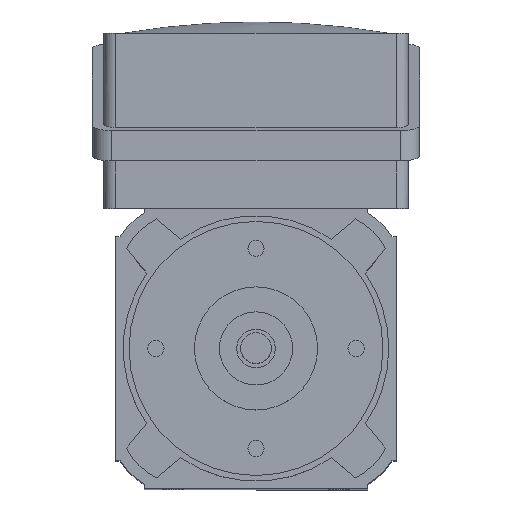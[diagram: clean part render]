
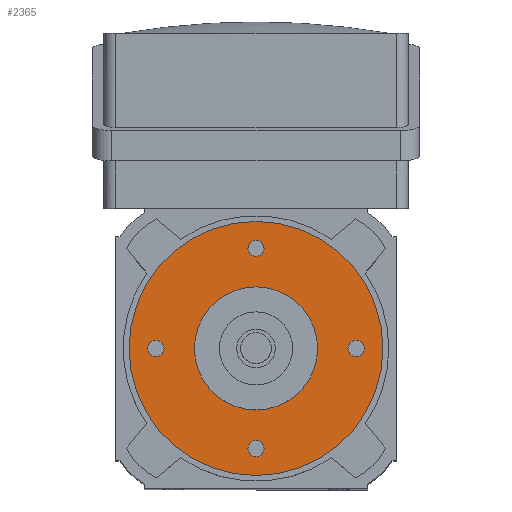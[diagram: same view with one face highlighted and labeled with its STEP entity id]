
A CAD part, top view. The second image highlights one B-rep face of the part: STEP entity #2365.
In plain terms, the highlighted planar face has unit normal (0, 0, 1).
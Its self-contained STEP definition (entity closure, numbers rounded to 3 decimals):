
#2 = AXIS2_PLACEMENT_3D ( 'NONE', #2800, #1108, #1157 ) ;
#4 = EDGE_CURVE ( 'NONE', #4972, #2718, #4627, .T. ) ;
#59 = VERTEX_POINT ( 'NONE', #4240 ) ;
#76 = CARTESIAN_POINT ( 'NONE',  ( -2.1, -26., 0. ) ) ;
#97 = AXIS2_PLACEMENT_3D ( 'NONE', #728, #682, #1969 ) ;
#125 = CIRCLE ( 'NONE', #5282, 2.1 ) ;
#185 = VERTEX_POINT ( 'NONE', #4414 ) ;
#219 = ORIENTED_EDGE ( 'NONE', *, *, #5496, .F. ) ;
#228 = FACE_BOUND ( 'NONE', #568, .T. ) ;
#279 = DIRECTION ( 'NONE',  ( 0., 0., 1. ) ) ;
#285 = DIRECTION ( 'NONE',  ( 0., 0., 1. ) ) ;
#321 = DIRECTION ( 'NONE',  ( 0., 0., 1. ) ) ;
#326 = DIRECTION ( 'NONE',  ( 0., 0., 1. ) ) ;
#367 = EDGE_CURVE ( 'NONE', #3591, #2600, #4905, .T. ) ;
#387 = AXIS2_PLACEMENT_3D ( 'NONE', #2847, #285, #2711 ) ;
#401 = CARTESIAN_POINT ( 'NONE',  ( 33., 0., 0. ) ) ;
#403 = AXIS2_PLACEMENT_3D ( 'NONE', #1634, #321, #1262 ) ;
#501 = CARTESIAN_POINT ( 'NONE',  ( -2.1, 26., 0. ) ) ;
#521 = VERTEX_POINT ( 'NONE', #401 ) ;
#568 = EDGE_LOOP ( 'NONE', ( #3981, #1881 ) ) ;
#666 = CIRCLE ( 'NONE', #403, 2.1 ) ;
#670 = CARTESIAN_POINT ( 'NONE',  ( 0., -26., 0. ) ) ;
#679 = DIRECTION ( 'NONE',  ( 0., 0., 1. ) ) ;
#682 = DIRECTION ( 'NONE',  ( 0., 0., 1. ) ) ;
#713 = CARTESIAN_POINT ( 'NONE',  ( 16., 0., 0. ) ) ;
#727 = ORIENTED_EDGE ( 'NONE', *, *, #3194, .F. ) ;
#728 = CARTESIAN_POINT ( 'NONE',  ( 0., 26., 0. ) ) ;
#784 = DIRECTION ( 'NONE',  ( 0., 0., 1. ) ) ;
#869 = ORIENTED_EDGE ( 'NONE', *, *, #3455, .T. ) ;
#911 = DIRECTION ( 'NONE',  ( 0., 0., 1. ) ) ;
#1033 = EDGE_LOOP ( 'NONE', ( #2241, #1666 ) ) ;
#1087 = FACE_BOUND ( 'NONE', #1033, .T. ) ;
#1092 = AXIS2_PLACEMENT_3D ( 'NONE', #4088, #279, #3630 ) ;
#1108 = DIRECTION ( 'NONE',  ( 0., 0., 1. ) ) ;
#1130 = VERTEX_POINT ( 'NONE', #5263 ) ;
#1144 = CARTESIAN_POINT ( 'NONE',  ( 0., 0., 0. ) ) ;
#1157 = DIRECTION ( 'NONE',  ( 1., 0., 0. ) ) ;
#1188 = CIRCLE ( 'NONE', #4112, 16. ) ;
#1262 = DIRECTION ( 'NONE',  ( 1., 0., 0. ) ) ;
#1517 = FACE_BOUND ( 'NONE', #2299, .T. ) ;
#1556 = AXIS2_PLACEMENT_3D ( 'NONE', #1144, #4533, #2440 ) ;
#1634 = CARTESIAN_POINT ( 'NONE',  ( -26., 0., 0. ) ) ;
#1656 = EDGE_CURVE ( 'NONE', #2600, #3591, #4379, .T. ) ;
#1666 = ORIENTED_EDGE ( 'NONE', *, *, #2926, .F. ) ;
#1815 = CARTESIAN_POINT ( 'NONE',  ( 0., 0., 0. ) ) ;
#1823 = CARTESIAN_POINT ( 'NONE',  ( -23.9, 0., 0. ) ) ;
#1841 = CIRCLE ( 'NONE', #3176, 33. ) ;
#1857 = EDGE_CURVE ( 'NONE', #2718, #4972, #1188, .T. ) ;
#1881 = ORIENTED_EDGE ( 'NONE', *, *, #1656, .F. ) ;
#1917 = CARTESIAN_POINT ( 'NONE',  ( 0., -26., 0. ) ) ;
#1969 = DIRECTION ( 'NONE',  ( 1., 0., 0. ) ) ;
#1981 = EDGE_CURVE ( 'NONE', #2268, #5040, #2977, .T. ) ;
#1984 = FACE_BOUND ( 'NONE', #3009, .T. ) ;
#2002 = CIRCLE ( 'NONE', #3522, 2.1 ) ;
#2058 = DIRECTION ( 'NONE',  ( 1., 0., 0. ) ) ;
#2241 = ORIENTED_EDGE ( 'NONE', *, *, #4372, .F. ) ;
#2268 = VERTEX_POINT ( 'NONE', #1823 ) ;
#2297 = ORIENTED_EDGE ( 'NONE', *, *, #1981, .F. ) ;
#2299 = EDGE_LOOP ( 'NONE', ( #3191, #219 ) ) ;
#2300 = EDGE_CURVE ( 'NONE', #3514, #2954, #125, .T. ) ;
#2320 = DIRECTION ( 'NONE',  ( 1., 0., 0. ) ) ;
#2365 = ADVANCED_FACE ( 'NONE', ( #228, #1984, #1517, #1087, #2811, #3275 ), #4962, .T. ) ;
#2381 = CARTESIAN_POINT ( 'NONE',  ( 0., 0., 0. ) ) ;
#2440 = DIRECTION ( 'NONE',  ( 1., 0., 0. ) ) ;
#2513 = CARTESIAN_POINT ( 'NONE',  ( 26., 0., 0. ) ) ;
#2599 = DIRECTION ( 'NONE',  ( 0., 0., 1. ) ) ;
#2600 = VERTEX_POINT ( 'NONE', #501 ) ;
#2628 = CARTESIAN_POINT ( 'NONE',  ( 26., 0., 0. ) ) ;
#2711 = DIRECTION ( 'NONE',  ( 1., 0., 0. ) ) ;
#2718 = VERTEX_POINT ( 'NONE', #713 ) ;
#2736 = DIRECTION ( 'NONE',  ( 1., 0., 0. ) ) ;
#2800 = CARTESIAN_POINT ( 'NONE',  ( 0., 0., 0. ) ) ;
#2811 = FACE_OUTER_BOUND ( 'NONE', #4023, .T. ) ;
#2847 = CARTESIAN_POINT ( 'NONE',  ( -26., 0., 0. ) ) ;
#2926 = EDGE_CURVE ( 'NONE', #59, #1130, #2002, .T. ) ;
#2954 = VERTEX_POINT ( 'NONE', #76 ) ;
#2977 = CIRCLE ( 'NONE', #387, 2.1 ) ;
#3009 = EDGE_LOOP ( 'NONE', ( #2297, #727 ) ) ;
#3125 = CARTESIAN_POINT ( 'NONE',  ( 2.1, 26., 0. ) ) ;
#3128 = DIRECTION ( 'NONE',  ( 1., 0., 0. ) ) ;
#3176 = AXIS2_PLACEMENT_3D ( 'NONE', #5270, #679, #2736 ) ;
#3191 = ORIENTED_EDGE ( 'NONE', *, *, #2300, .F. ) ;
#3194 = EDGE_CURVE ( 'NONE', #5040, #2268, #666, .T. ) ;
#3233 = DIRECTION ( 'NONE',  ( 0., 0., 1. ) ) ;
#3275 = FACE_BOUND ( 'NONE', #4523, .T. ) ;
#3455 = EDGE_CURVE ( 'NONE', #521, #185, #1841, .T. ) ;
#3514 = VERTEX_POINT ( 'NONE', #4171 ) ;
#3522 = AXIS2_PLACEMENT_3D ( 'NONE', #2628, #2599, #5199 ) ;
#3591 = VERTEX_POINT ( 'NONE', #3125 ) ;
#3613 = DIRECTION ( 'NONE',  ( 1., 0., 0. ) ) ;
#3630 = DIRECTION ( 'NONE',  ( 1., 0., 0. ) ) ;
#3683 = EDGE_CURVE ( 'NONE', #185, #521, #5114, .T. ) ;
#3691 = ORIENTED_EDGE ( 'NONE', *, *, #4, .F. ) ;
#3895 = CARTESIAN_POINT ( 'NONE',  ( -28.1, 0., 0. ) ) ;
#3981 = ORIENTED_EDGE ( 'NONE', *, *, #367, .F. ) ;
#4023 = EDGE_LOOP ( 'NONE', ( #869, #4358 ) ) ;
#4069 = DIRECTION ( 'NONE',  ( 1., 0., 0. ) ) ;
#4088 = CARTESIAN_POINT ( 'NONE',  ( 0., 26., 0. ) ) ;
#4112 = AXIS2_PLACEMENT_3D ( 'NONE', #1815, #911, #3128 ) ;
#4124 = CIRCLE ( 'NONE', #5382, 2.1 ) ;
#4171 = CARTESIAN_POINT ( 'NONE',  ( 2.1, -26., 0. ) ) ;
#4187 = CARTESIAN_POINT ( 'NONE',  ( -16., 0., 0. ) ) ;
#4190 = ORIENTED_EDGE ( 'NONE', *, *, #1857, .F. ) ;
#4240 = CARTESIAN_POINT ( 'NONE',  ( 23.9, 0., 0. ) ) ;
#4315 = AXIS2_PLACEMENT_3D ( 'NONE', #2381, #3233, #2320 ) ;
#4358 = ORIENTED_EDGE ( 'NONE', *, *, #3683, .T. ) ;
#4372 = EDGE_CURVE ( 'NONE', #1130, #59, #4124, .T. ) ;
#4379 = CIRCLE ( 'NONE', #1092, 2.1 ) ;
#4411 = AXIS2_PLACEMENT_3D ( 'NONE', #1917, #784, #3613 ) ;
#4414 = CARTESIAN_POINT ( 'NONE',  ( -33., 0., 0. ) ) ;
#4523 = EDGE_LOOP ( 'NONE', ( #3691, #4190 ) ) ;
#4533 = DIRECTION ( 'NONE',  ( 0., 0., 1. ) ) ;
#4627 = CIRCLE ( 'NONE', #2, 16. ) ;
#4905 = CIRCLE ( 'NONE', #97, 2.1 ) ;
#4962 = PLANE ( 'NONE',  #1556 ) ;
#4972 = VERTEX_POINT ( 'NONE', #4187 ) ;
#5040 = VERTEX_POINT ( 'NONE', #3895 ) ;
#5114 = CIRCLE ( 'NONE', #4315, 33. ) ;
#5199 = DIRECTION ( 'NONE',  ( 1., 0., 0. ) ) ;
#5263 = CARTESIAN_POINT ( 'NONE',  ( 28.1, 0., 0. ) ) ;
#5270 = CARTESIAN_POINT ( 'NONE',  ( 0., 0., 0. ) ) ;
#5282 = AXIS2_PLACEMENT_3D ( 'NONE', #670, #5380, #4069 ) ;
#5305 = CIRCLE ( 'NONE', #4411, 2.1 ) ;
#5380 = DIRECTION ( 'NONE',  ( 0., 0., 1. ) ) ;
#5382 = AXIS2_PLACEMENT_3D ( 'NONE', #2513, #326, #2058 ) ;
#5496 = EDGE_CURVE ( 'NONE', #2954, #3514, #5305, .T. ) ;
